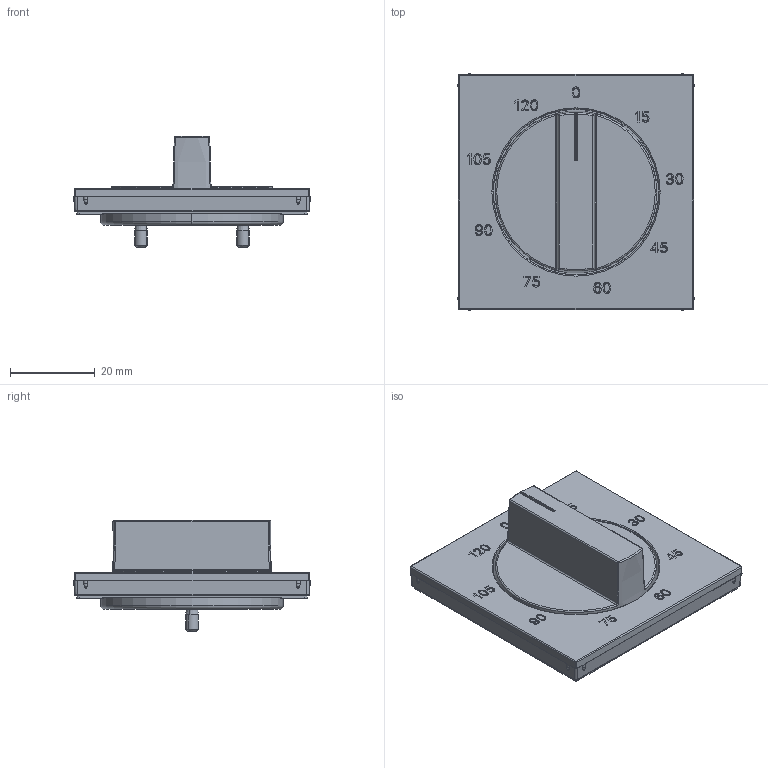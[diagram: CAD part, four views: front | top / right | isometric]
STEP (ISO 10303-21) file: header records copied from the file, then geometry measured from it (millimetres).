
FILE_DESCRIPTION((''),'2;1');
FILE_NAME('WAF1313_GEN_ASM','2025-03-19T11:24:02',('andolfs'),(''),'CREO PARAMETRIC BY PTC INC, 2023154','CREO PARAMETRIC BY PTC INC, 2023154','');
FILE_SCHEMA(('AUTOMOTIVE_DESIGN { 1 0 10303 214 1 1 1 1 }'));
Products named in the file (7): W4G0138_18; W3A0347_GEN; 9024172_GEN; 9002525000; KLEMMRING_1000003495_PAE_000_AA; 9003656000; WAF1313_GEN_ASM
Assembly tree (7 placements, depth 2):
  WAF1313_GEN_ASM
    W4G0138_18
    W3A0347_GEN
    9024172_GEN
    9002525000  x2
    KLEMMRING_1000003495_PAE_000_AA
    9003656000
Bounding box: 55.9 x 55.9 x 26.25 mm (x, y, z)
Volume: 15454.3 mm3; surface area: 17035.6 mm2
Topology: 6 solids, 25 shells, 1474 faces, 4148 edges, 2763 vertices
Faces by surface type: plane 1052, cylinder 165, extrusion 91, bspline 56, cone 50, torus 48, sphere 12
Entity records: 63644 total; most frequent: CARTESIAN_POINT 16272, ORIENTED_EDGE 7814, DIRECTION 6585, EDGE_CURVE 3996, VECTOR 3095, LINE 3004, VERTEX_POINT 2674, PRESENTATION_STYLE_ASSIGNMENT 2393
